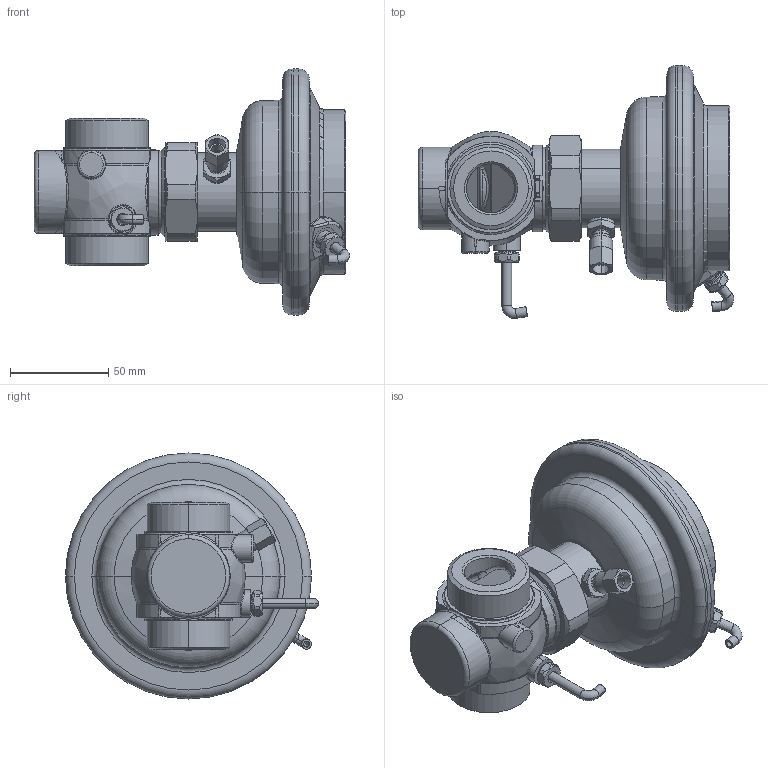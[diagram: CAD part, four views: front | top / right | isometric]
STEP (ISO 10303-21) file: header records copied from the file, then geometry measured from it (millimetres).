
FILE_DESCRIPTION((''),'2;1');
FILE_NAME('003H6341','2015-03-05T',('u317927'),('Danfoss'),'PRO/ENGINEER BY PARAMETRIC TECHNOLOGY CORPORATION, 2014000','PRO/ENGINEER BY PARAMETRIC TECHNOLOGY CORPORATION, 2014000','');
FILE_SCHEMA(('CONFIG_CONTROL_DESIGN'));
Length unit declared in the file: millimetre
Products named in the file (1): 003H6341
Bounding box: 160.45 x 128.77 x 125.18 mm (x, y, z)
Volume: 306335.2 mm3; surface area: 129667.5 mm2
Topology: 1 solids, 1 shells, 877 faces, 2109 edges, 1269 vertices
Faces by surface type: plane 250, cylinder 242, cone 156, torus 108, bspline 106, sphere 15
Entity records: 34252 total; most frequent: CARTESIAN_POINT 14342, ORIENTED_EDGE 4214, DIRECTION 4149, EDGE_CURVE 2107, AXIS2_PLACEMENT_3D 1717, VERTEX_POINT 1269, EDGE_LOOP 968, CIRCLE 946
